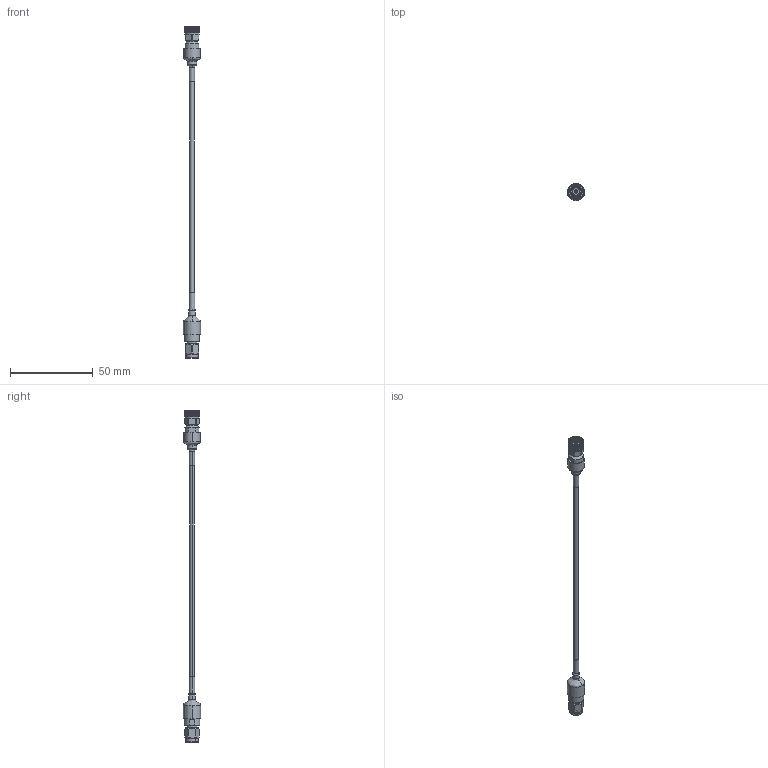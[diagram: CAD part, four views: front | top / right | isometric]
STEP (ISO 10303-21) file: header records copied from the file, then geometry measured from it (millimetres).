
FILE_DESCRIPTION (( 'STEP AP214' ), '1' );
FILE_NAME ('PE3C7759.step', '2021-04-29T22:12:31', ( '' ), ( '' ), 'SwSTEP 2.0', 'SolidWorks 2020', '' );
FILE_SCHEMA (( 'AUTOMOTIVE_DESIGN' ));
Length unit declared in the file: inch
Products named in the file (4): PE45541^PE3C7759_Heat Shrink Boot; PE-P086^PE3C7759_PE-P086; PE3C7759; PE45005^PE3C7759_Heat Shrink
Assembly tree (3 placements, depth 2):
  PE3C7759
    PE-P086^PE3C7759_PE-P086
    PE45005^PE3C7759_Heat Shrink
    PE45541^PE3C7759_Heat Shrink Boot
Bounding box: 10.31 x 10.31 x 200.03 mm (x, y, z)
Volume: 3690.5 mm3; surface area: 3409.6 mm2
Topology: 3 solids, 3 shells, 469 faces, 1315 edges, 867 vertices
Faces by surface type: plane 245, cylinder 174, cone 34, bspline 14, torus 2
Entity records: 18108 total; most frequent: CARTESIAN_POINT 6455, ORIENTED_EDGE 2630, DIRECTION 2109, EDGE_CURVE 1315, VERTEX_POINT 867, AXIS2_PLACEMENT_3D 835, EDGE_LOOP 484, FACE_OUTER_BOUND 469
